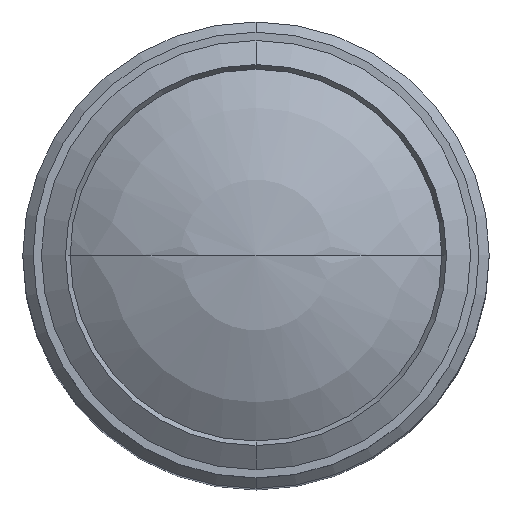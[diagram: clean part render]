
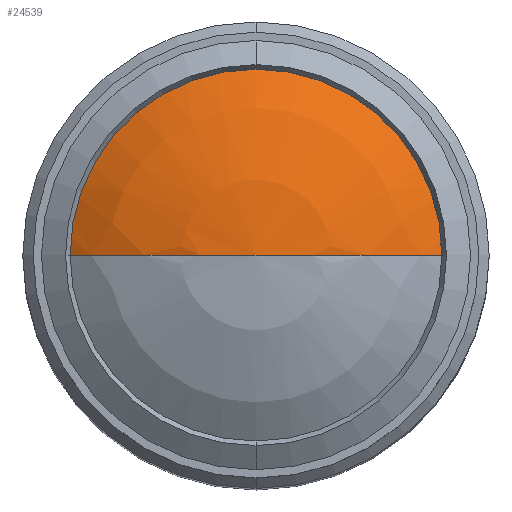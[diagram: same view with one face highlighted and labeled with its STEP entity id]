
A CAD part, top view. The second image highlights one B-rep face of the part: STEP entity #24539.
In plain terms, the highlighted spherical face has radius 22.07 mm.
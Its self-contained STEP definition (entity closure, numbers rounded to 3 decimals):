
#24446=CARTESIAN_POINT('',(0.,0.,-15.82));
#24447=DIRECTION('',(0.,1.,0.));
#24448=DIRECTION('',(-0.59,0.,0.807));
#24449=AXIS2_PLACEMENT_3D('',#24446,#24447,#24448);
#24451=CARTESIAN_POINT('',(0.,0.,-15.82));
#24452=DIRECTION('',(0.,-1.,0.));
#24453=DIRECTION('',(0.59,0.,0.807));
#24454=AXIS2_PLACEMENT_3D('',#24451,#24452,#24453);
#24461=CARTESIAN_POINT('',(0.,0.,2.));
#24462=DIRECTION('',(0.,0.,-1.));
#24463=DIRECTION('',(-1.,0.,0.));
#24464=AXIS2_PLACEMENT_3D('',#24461,#24462,#24463);
#24467=CARTESIAN_POINT('',(-13.02,0.,2.));
#24469=VERTEX_POINT('',#24467);
#24470=CARTESIAN_POINT('',(0.,0.,6.25));
#24471=VERTEX_POINT('',#24470);
#24473=CARTESIAN_POINT('',(13.02,0.,2.));
#24475=VERTEX_POINT('',#24473);
#24529=CARTESIAN_POINT('',(0.,0.,-15.82));
#24530=DIRECTION('',(0.,0.,-1.));
#24531=DIRECTION('',(1.,0.,0.));
#24532=AXIS2_PLACEMENT_3D('',#24529,#24530,#24531);
#24533=SPHERICAL_SURFACE('',#24532,22.07);
#24534=ORIENTED_EDGE('',*,*,#24521,.F.);
#24535=ORIENTED_EDGE('',*,*,#24498,.T.);
#24536=ORIENTED_EDGE('',*,*,#24523,.T.);
#24537=EDGE_LOOP('',(#24534,#24535,#24536));
#24538=FACE_OUTER_BOUND('',#24537,.F.);
#24539=ADVANCED_FACE('',(#24538),#24533,.T.);
#24450=CIRCLE('',#24449,22.07);
#24455=CIRCLE('',#24454,22.07);
#24465=CIRCLE('',#24464,13.02);
#24498=EDGE_CURVE('',#24469,#24475,#24465,.T.);
#24521=EDGE_CURVE('',#24469,#24471,#24450,.T.);
#24523=EDGE_CURVE('',#24475,#24471,#24455,.T.);
